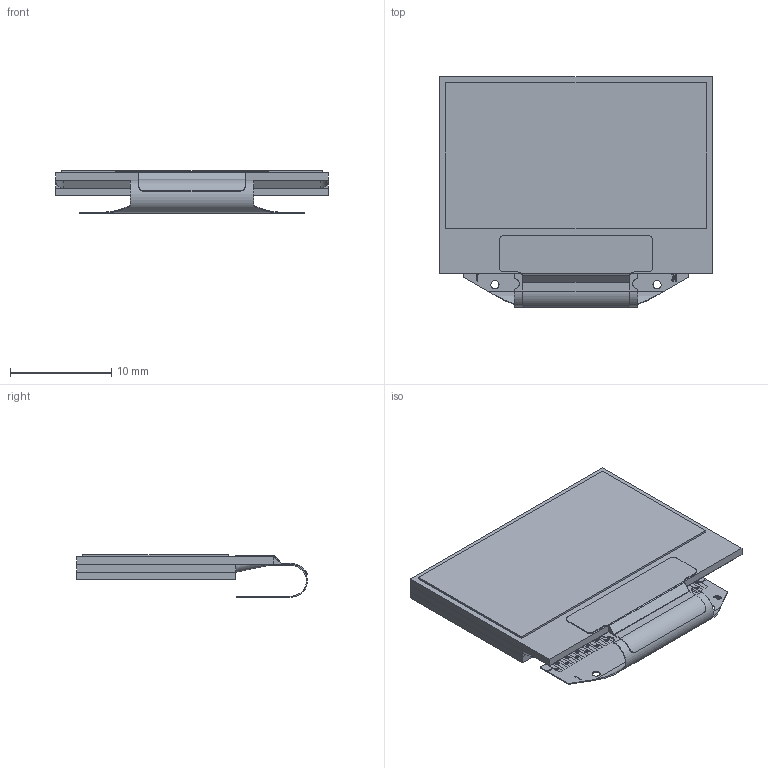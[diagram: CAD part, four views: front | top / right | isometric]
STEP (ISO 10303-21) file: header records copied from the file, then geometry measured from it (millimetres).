
FILE_DESCRIPTION(('STEP AP214'), '1');
FILE_NAME('UG-2864HSWEG01', '2016-05-24T19:19:01', ('Nobody'), (''), 'ASCON STEP Converter 1.3', 'ASCON Math Kernel', '');
FILE_SCHEMA(('AUTOMOTIVE_DESIGN { 1 0 10303 214 3 1 1}'));
Length unit declared in the file: millimetre
Bounding box: 26.9 x 22.8 x 4.24 mm (x, y, z)
Volume: 1199.9 mm3; surface area: 4653.2 mm2
Topology: 38 solids, 38 shells, 606 faces, 2166 edges, 1644 vertices
Faces by surface type: plane 384, cylinder 214, bspline 8
Full cylindrical faces by diameter (mm): 0.2 x30, 0.26 x30, 0.8 x2
Entity records: 29230 total; most frequent: CARTESIAN_POINT 4643, ORIENTED_EDGE 4208, DIRECTION 3766, EDGE_CURVE 2104, VERTEX_POINT 1648, LINE 1600, VECTOR 1600, AXIS2_PLACEMENT_3D 1083
